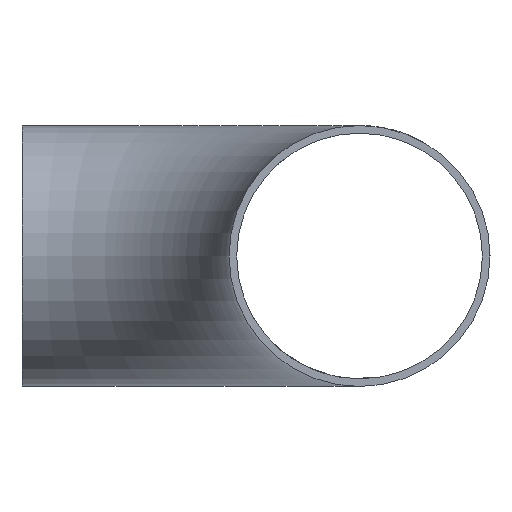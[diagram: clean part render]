
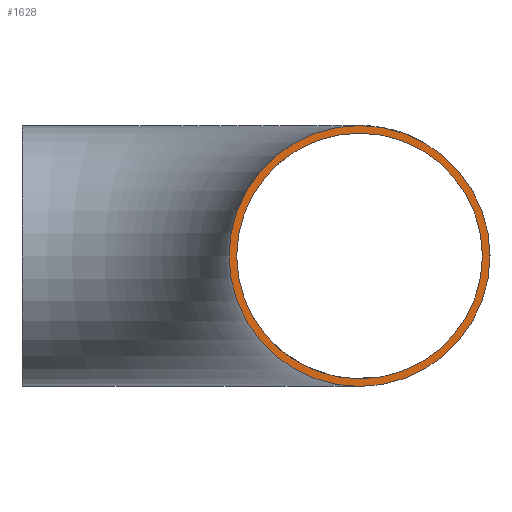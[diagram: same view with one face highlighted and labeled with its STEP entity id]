
A CAD part, left-side view. The second image highlights one B-rep face of the part: STEP entity #1628.
In plain terms, the highlighted planar face has unit normal (-1, 0, 0).
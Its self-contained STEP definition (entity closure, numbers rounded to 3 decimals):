
#448 = VERTEX_POINT ( 'NONE', #2400 ) ;
#516 = VERTEX_POINT ( 'NONE', #13272 ) ;
#775 = ORIENTED_EDGE ( 'NONE', *, *, #12488, .F. ) ;
#1264 = EDGE_CURVE ( 'NONE', #15010, #516, #18852, .T. ) ;
#1628 = ADVANCED_FACE ( 'NONE', ( #3515, #25163 ), #7181, .F. ) ;
#2022 = CARTESIAN_POINT ( 'NONE',  ( 0., 0., 0. ) ) ;
#2271 = AXIS2_PLACEMENT_3D ( 'NONE', #7418, #5220, #13478 ) ;
#2400 = CARTESIAN_POINT ( 'NONE',  ( 0., 0., 44.45 ) ) ;
#3515 = FACE_BOUND ( 'NONE', #22720, .T. ) ;
#5220 = DIRECTION ( 'NONE',  ( 1., 0., 0. ) ) ;
#5815 = DIRECTION ( 'NONE',  ( 1., 0., 0. ) ) ;
#5940 = DIRECTION ( 'NONE',  ( 0., 0., -1. ) ) ;
#6284 = AXIS2_PLACEMENT_3D ( 'NONE', #16579, #14484, #20240 ) ;
#7181 = PLANE ( 'NONE',  #22632 ) ;
#7418 = CARTESIAN_POINT ( 'NONE',  ( 0., 0., 0. ) ) ;
#8570 = EDGE_LOOP ( 'NONE', ( #775, #18125 ) ) ;
#8978 = CIRCLE ( 'NONE', #19467, 44.45 ) ;
#9278 = VERTEX_POINT ( 'NONE', #16205 ) ;
#10196 = DIRECTION ( 'NONE',  ( 0., 0., -1. ) ) ;
#11257 = DIRECTION ( 'NONE',  ( 0., 0., -1. ) ) ;
#11697 = EDGE_CURVE ( 'NONE', #516, #15010, #13584, .T. ) ;
#12300 = DIRECTION ( 'NONE',  ( 1., 0., 0. ) ) ;
#12488 = EDGE_CURVE ( 'NONE', #9278, #448, #8978, .T. ) ;
#12610 = AXIS2_PLACEMENT_3D ( 'NONE', #2022, #5815, #5940 ) ;
#13272 = CARTESIAN_POINT ( 'NONE',  ( 0., 0., -41.85 ) ) ;
#13478 = DIRECTION ( 'NONE',  ( 0., 0., -1. ) ) ;
#13584 = CIRCLE ( 'NONE', #2271, 41.85 ) ;
#13737 = CARTESIAN_POINT ( 'NONE',  ( 0., 0., 0. ) ) ;
#14484 = DIRECTION ( 'NONE',  ( 1., 0., 0. ) ) ;
#15010 = VERTEX_POINT ( 'NONE', #19592 ) ;
#15206 = DIRECTION ( 'NONE',  ( 1., 0., 0. ) ) ;
#15685 = ORIENTED_EDGE ( 'NONE', *, *, #11697, .T. ) ;
#16205 = CARTESIAN_POINT ( 'NONE',  ( 0., 0., -44.45 ) ) ;
#16579 = CARTESIAN_POINT ( 'NONE',  ( 0., 0., 0. ) ) ;
#18125 = ORIENTED_EDGE ( 'NONE', *, *, #24521, .F. ) ;
#18518 = ORIENTED_EDGE ( 'NONE', *, *, #1264, .T. ) ;
#18852 = CIRCLE ( 'NONE', #12610, 41.85 ) ;
#19467 = AXIS2_PLACEMENT_3D ( 'NONE', #22023, #12300, #10196 ) ;
#19592 = CARTESIAN_POINT ( 'NONE',  ( 0., 0., 41.85 ) ) ;
#20240 = DIRECTION ( 'NONE',  ( 0., 0., -1. ) ) ;
#22023 = CARTESIAN_POINT ( 'NONE',  ( 0., 0., 0. ) ) ;
#22632 = AXIS2_PLACEMENT_3D ( 'NONE', #13737, #15206, #11257 ) ;
#22720 = EDGE_LOOP ( 'NONE', ( #18518, #15685 ) ) ;
#24521 = EDGE_CURVE ( 'NONE', #448, #9278, #25146, .T. ) ;
#25146 = CIRCLE ( 'NONE', #6284, 44.45 ) ;
#25163 = FACE_OUTER_BOUND ( 'NONE', #8570, .T. ) ;
